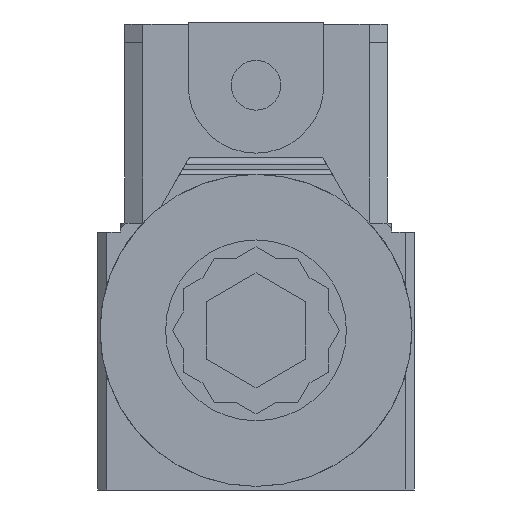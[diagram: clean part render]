
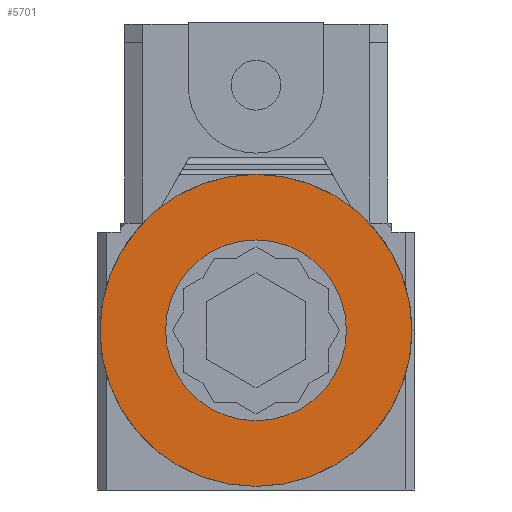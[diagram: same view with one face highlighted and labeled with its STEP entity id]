
A CAD part, left-side view. The second image highlights one B-rep face of the part: STEP entity #5701.
In plain terms, the highlighted planar face has unit normal (-1, 0, 0).
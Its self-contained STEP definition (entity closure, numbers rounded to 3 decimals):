
#198 = CARTESIAN_POINT ( 'NONE',  ( -116.6, 0., 5.8 ) ) ;
#311 = CIRCLE ( 'NONE', #16572, 34.5 ) ;
#673 = EDGE_LOOP ( 'NONE', ( #7030, #17151 ) ) ;
#695 = ORIENTED_EDGE ( 'NONE', *, *, #14302, .F. ) ;
#1046 = FACE_OUTER_BOUND ( 'NONE', #673, .T. ) ;
#1504 = DIRECTION ( 'NONE',  ( -1., 0., 0. ) ) ;
#1627 = CARTESIAN_POINT ( 'NONE',  ( -116.6, 0., 5.8 ) ) ;
#2218 = DIRECTION ( 'NONE',  ( 0., 0., 1. ) ) ;
#4284 = PLANE ( 'NONE',  #14695 ) ;
#5701 = ADVANCED_FACE ( 'NONE', ( #1046, #20913 ), #4284, .T. ) ;
#5831 = CARTESIAN_POINT ( 'NONE',  ( -116.6, 0., 5.8 ) ) ;
#6064 = EDGE_CURVE ( 'NONE', #11435, #16606, #11218, .T. ) ;
#6082 = CARTESIAN_POINT ( 'NONE',  ( -116.6, 0., -28.7 ) ) ;
#6110 = ORIENTED_EDGE ( 'NONE', *, *, #8776, .F. ) ;
#6152 = CARTESIAN_POINT ( 'NONE',  ( -116.6, 0., -14.2 ) ) ;
#6784 = VERTEX_POINT ( 'NONE', #6152 ) ;
#7030 = ORIENTED_EDGE ( 'NONE', *, *, #6064, .T. ) ;
#8428 = DIRECTION ( 'NONE',  ( 0., 1., 0. ) ) ;
#8554 = CARTESIAN_POINT ( 'NONE',  ( -116.6, 0., 25.8 ) ) ;
#8776 = EDGE_CURVE ( 'NONE', #14975, #6784, #11068, .T. ) ;
#9755 = CARTESIAN_POINT ( 'NONE',  ( -116.6, 0., 5.8 ) ) ;
#11068 = CIRCLE ( 'NONE', #22322, 20. ) ;
#11218 = CIRCLE ( 'NONE', #16658, 34.5 ) ;
#11435 = VERTEX_POINT ( 'NONE', #6082 ) ;
#11834 = CARTESIAN_POINT ( 'NONE',  ( -116.6, 0., 5.8 ) ) ;
#12787 = DIRECTION ( 'NONE',  ( 0., 0., 1. ) ) ;
#14302 = EDGE_CURVE ( 'NONE', #6784, #14975, #17659, .T. ) ;
#14456 = DIRECTION ( 'NONE',  ( 0., 1., 0. ) ) ;
#14695 = AXIS2_PLACEMENT_3D ( 'NONE', #9755, #19218, #8428 ) ;
#14861 = DIRECTION ( 'NONE',  ( -1., 0., 0. ) ) ;
#14975 = VERTEX_POINT ( 'NONE', #8554 ) ;
#15237 = CARTESIAN_POINT ( 'NONE',  ( -116.6, 0., 40.3 ) ) ;
#15916 = EDGE_CURVE ( 'NONE', #16606, #11435, #311, .T. ) ;
#16494 = AXIS2_PLACEMENT_3D ( 'NONE', #5831, #17003, #2218 ) ;
#16572 = AXIS2_PLACEMENT_3D ( 'NONE', #11834, #19254, #17319 ) ;
#16606 = VERTEX_POINT ( 'NONE', #15237 ) ;
#16658 = AXIS2_PLACEMENT_3D ( 'NONE', #1627, #1504, #14456 ) ;
#17003 = DIRECTION ( 'NONE',  ( -1., 0., 0. ) ) ;
#17151 = ORIENTED_EDGE ( 'NONE', *, *, #15916, .T. ) ;
#17301 = EDGE_LOOP ( 'NONE', ( #695, #6110 ) ) ;
#17319 = DIRECTION ( 'NONE',  ( 0., 1., 0. ) ) ;
#17659 = CIRCLE ( 'NONE', #16494, 20. ) ;
#19218 = DIRECTION ( 'NONE',  ( -1., 0., 0. ) ) ;
#19254 = DIRECTION ( 'NONE',  ( -1., 0., 0. ) ) ;
#20913 = FACE_BOUND ( 'NONE', #17301, .T. ) ;
#22322 = AXIS2_PLACEMENT_3D ( 'NONE', #198, #14861, #12787 ) ;
